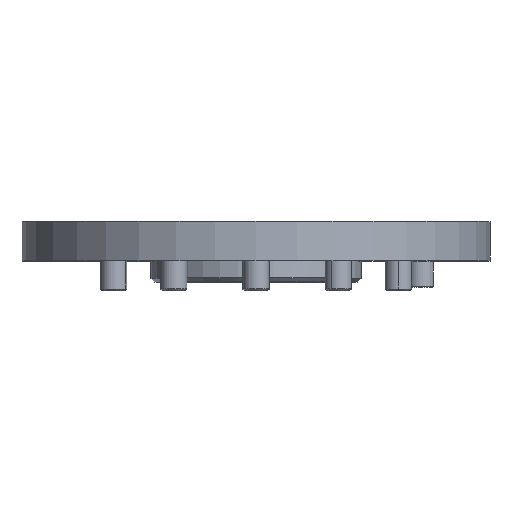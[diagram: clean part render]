
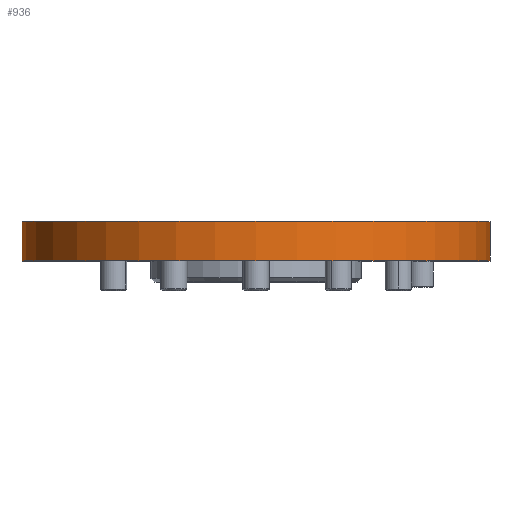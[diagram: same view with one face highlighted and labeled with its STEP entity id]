
A CAD part, top view. The second image highlights one B-rep face of the part: STEP entity #936.
In plain terms, the highlighted cylindrical face has radius 89 mm (diameter 178 mm), a partial arc.
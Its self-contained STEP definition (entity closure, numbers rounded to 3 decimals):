
#791 = DIRECTION ( 'NONE',  ( -1., 0., 0. ) ) ;
#897 = DIRECTION ( 'NONE',  ( 0., -1., 0. ) ) ;
#936 = ADVANCED_FACE ( 'NONE', ( #6794 ), #3637, .T. ) ;
#1381 = VERTEX_POINT ( 'NONE', #5335 ) ;
#1493 = DIRECTION ( 'NONE',  ( 0., -1., 0. ) ) ;
#1883 = DIRECTION ( 'NONE',  ( -1., 0., 0. ) ) ;
#2223 = VERTEX_POINT ( 'NONE', #5109 ) ;
#2401 = DIRECTION ( 'NONE',  ( 0., -1., 0. ) ) ;
#2433 = CIRCLE ( 'NONE', #4670, 89. ) ;
#2477 = ORIENTED_EDGE ( 'NONE', *, *, #7839, .F. ) ;
#3217 = ORIENTED_EDGE ( 'NONE', *, *, #4894, .T. ) ;
#3501 = AXIS2_PLACEMENT_3D ( 'NONE', #8085, #2401, #6372 ) ;
#3637 = CYLINDRICAL_SURFACE ( 'NONE', #3501, 89. ) ;
#3861 = CARTESIAN_POINT ( 'NONE',  ( 0., -111.74, 0. ) ) ;
#3943 = CARTESIAN_POINT ( 'NONE',  ( 89., -126.74, 0. ) ) ;
#3953 = EDGE_CURVE ( 'NONE', #1381, #7152, #7730, .T. ) ;
#4041 = VERTEX_POINT ( 'NONE', #7354 ) ;
#4353 = AXIS2_PLACEMENT_3D ( 'NONE', #4567, #1493, #791 ) ;
#4549 = VECTOR ( 'NONE', #897, 1000. ) ;
#4567 = CARTESIAN_POINT ( 'NONE',  ( 0., -126.74, 0. ) ) ;
#4571 = CARTESIAN_POINT ( 'NONE',  ( 89., -159.078, 0. ) ) ;
#4670 = AXIS2_PLACEMENT_3D ( 'NONE', #3861, #5031, #1883 ) ;
#4788 = ORIENTED_EDGE ( 'NONE', *, *, #5546, .T. ) ;
#4894 = EDGE_CURVE ( 'NONE', #4041, #2223, #5420, .T. ) ;
#5031 = DIRECTION ( 'NONE',  ( 0., -1., 0. ) ) ;
#5109 = CARTESIAN_POINT ( 'NONE',  ( -89., -126.74, 0. ) ) ;
#5335 = CARTESIAN_POINT ( 'NONE',  ( 89., -111.74, 0. ) ) ;
#5420 = LINE ( 'NONE', #7203, #4549 ) ;
#5546 = EDGE_CURVE ( 'NONE', #1381, #4041, #2433, .T. ) ;
#5950 = CIRCLE ( 'NONE', #4353, 89. ) ;
#6372 = DIRECTION ( 'NONE',  ( -1., 0., 0. ) ) ;
#6587 = EDGE_LOOP ( 'NONE', ( #7719, #4788, #3217, #2477 ) ) ;
#6774 = VECTOR ( 'NONE', #7099, 1000. ) ;
#6794 = FACE_OUTER_BOUND ( 'NONE', #6587, .T. ) ;
#7099 = DIRECTION ( 'NONE',  ( 0., -1., 0. ) ) ;
#7152 = VERTEX_POINT ( 'NONE', #3943 ) ;
#7203 = CARTESIAN_POINT ( 'NONE',  ( -89., -159.078, 0. ) ) ;
#7354 = CARTESIAN_POINT ( 'NONE',  ( -89., -111.74, 0. ) ) ;
#7719 = ORIENTED_EDGE ( 'NONE', *, *, #3953, .F. ) ;
#7730 = LINE ( 'NONE', #4571, #6774 ) ;
#7839 = EDGE_CURVE ( 'NONE', #7152, #2223, #5950, .T. ) ;
#8085 = CARTESIAN_POINT ( 'NONE',  ( 0., -159.078, 0. ) ) ;
